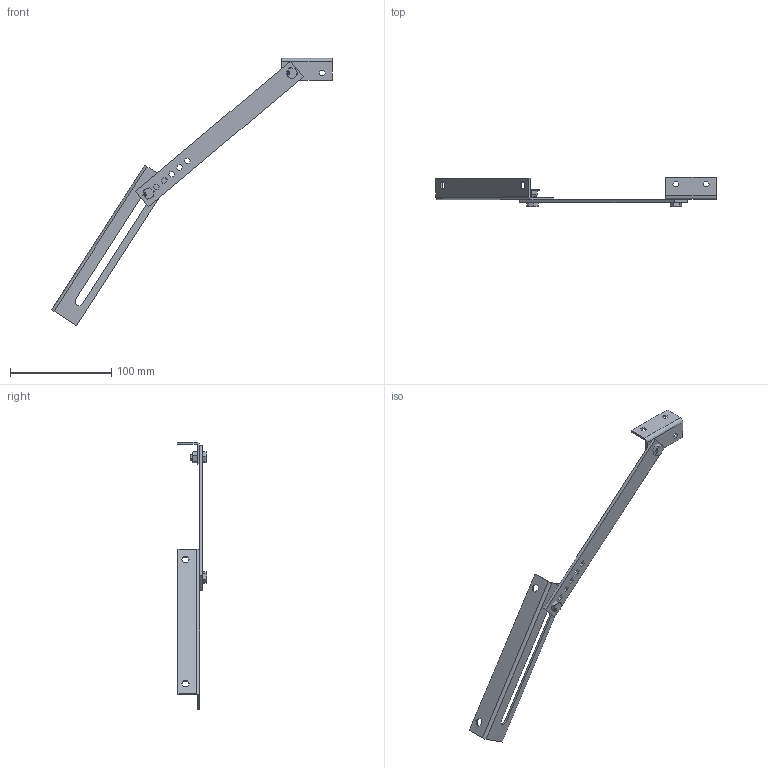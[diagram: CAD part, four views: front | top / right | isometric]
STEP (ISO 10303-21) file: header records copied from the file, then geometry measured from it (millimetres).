
FILE_DESCRIPTION (( 'STEP AP214' ), '1' );
FILE_NAME ('01766-Door Stop and Stay Stainless Steel 184mm.STEP', '2018-07-22T21:20:09', ( '' ), ( '' ), 'SwSTEP 2.0', 'SolidWorks 2018', '' );
FILE_SCHEMA (( 'AUTOMOTIVE_DESIGN' ));
Length unit declared in the file: millimetre
Products named in the file (15): 1766 ss oor stop. slide; 01766-Door Stop and Stay Stainless Steel 184mm; 1766 ss oor stop. stay 184mm; 94223A101_CLASS 12 STEEL HEX NUT_94223A101; 90854A127_HIGH-STRG ZINC YELLOW-CHROMATE PLTD CAP SCREW_90854A127; 90854A127_HIGH-STRG ZINC YELLOW-CHROMATE PLTD CAP SCREW; 1766 ss door stop. stay angle bracket; 94223A101_CLASS 12 STEEL HEX NUT; 1766 ss door stop. nut
Assembly tree (10 placements, depth 2):
  01766-Door Stop and Stay Stainless Steel 184mm
    1766 ss door stop. nut
    1766 ss door stop. stay angle bracket
    1766 ss oor stop. slide
    1766 ss oor stop. stay 184mm
    90854A127_HIGH-STRG ZINC YELLOW-CHROMATE PLTD CAP SCREW_90854A127  x2
    94223A101_CLASS 12 STEEL HEX NUT_94223A101
  1766 ss door stop. stay angle bracket
  01766-Door Stop and Stay Stainless Steel 184mm
    90854A127_HIGH-STRG ZINC YELLOW-CHROMATE PLTD CAP SCREW
    90854A127_HIGH-STRG ZINC YELLOW-CHROMATE PLTD CAP SCREW
    94223A101_CLASS 12 STEEL HEX NUT
  1766 ss door stop. nut
  1766 ss oor stop. slide
Bounding box: 277.39 x 28.9 x 264.73 mm (x, y, z)
Volume: 30368 mm3; surface area: 31157.2 mm2
Topology: 7 solids, 7 shells, 476 faces, 1218 edges, 800 vertices
Faces by surface type: plane 244, bspline 158, cylinder 44, cone 30
Entity records: 21139 total; most frequent: CARTESIAN_POINT 11426, ORIENTED_EDGE 2140, DIRECTION 1470, EDGE_CURVE 1070, VERTEX_POINT 700, LINE 664, VECTOR 664, EDGE_LOOP 482
